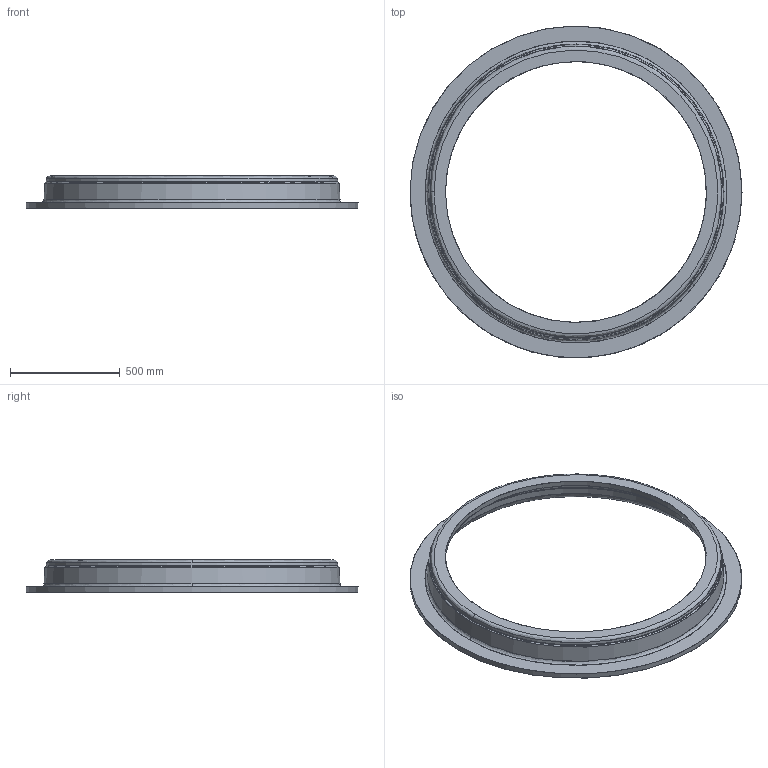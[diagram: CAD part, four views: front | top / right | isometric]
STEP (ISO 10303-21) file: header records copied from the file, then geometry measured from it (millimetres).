
FILE_DESCRIPTION((''),'2;1');
FILE_NAME('ANILLO MODELO MADERA.STP','2025-04-22T12:09:24',(''),(''),'STEP Write','Mastercam X5 ... CNC Software, Inc.','');
FILE_SCHEMA(('AUTOMOTIVE_DESIGN'));
Length unit declared in the file: millimetre
Products named in the file (1): None
Bounding box: 1514 x 1514 x 146 mm (x, y, z)
Surface area: 2389036.7 mm2 (no closed solid volume)
Topology: 0 solids, 18 shells, 18 faces, 80 edges, 74 vertices
Faces by surface type: bspline 18
Entity records: 15889 total; most frequent: CARTESIAN_POINT 15268, STYLED_ITEM 128, DIRECTION 72, ORIENTED_EDGE 62, EDGE_CURVE 52, VERTEX_POINT 36, B_SPLINE_CURVE_WITH_KNOTS 34, AXIS2_PLACEMENT_3D 30
